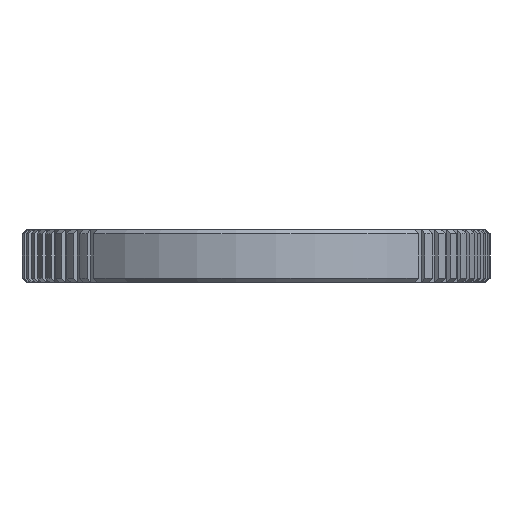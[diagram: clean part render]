
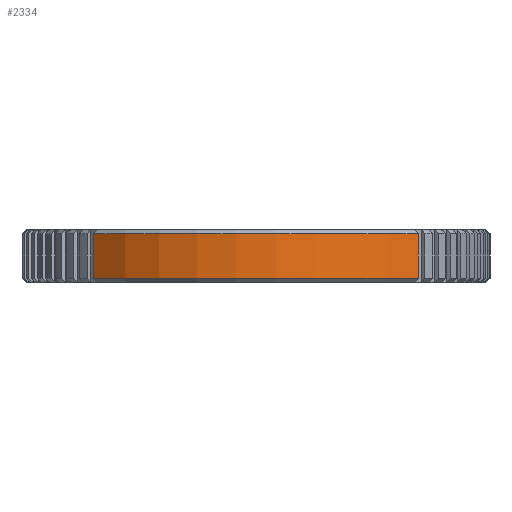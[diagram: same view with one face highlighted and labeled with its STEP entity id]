
A CAD part, front view. The second image highlights one B-rep face of the part: STEP entity #2334.
In plain terms, the highlighted cylindrical face has radius 26.5 mm (diameter 53 mm), a partial arc.
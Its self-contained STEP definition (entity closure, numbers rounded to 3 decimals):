
#2293=CARTESIAN_POINT('',(50.,100.,17.3));
#2294=DIRECTION('',(0.,0.,-1.));
#2295=DIRECTION('',(-0.383,0.924,0.));
#2296=AXIS2_PLACEMENT_3D('',#2293,#2294,#2295);
#2297=CYLINDRICAL_SURFACE('',#2296,26.5);
#2298=CARTESIAN_POINT('',(68.381,80.911,17.3));
#2299=VERTEX_POINT('',#2298);
#2300=CARTESIAN_POINT('',(68.381,80.911,22.3));
#2301=VERTEX_POINT('',#2300);
#2302=CARTESIAN_POINT('',(68.381,80.911,17.3));
#2303=DIRECTION('',(0.,0.,1.));
#2304=VECTOR('',#2303,5.);
#2305=LINE('',#2302,#2304);
#2306=EDGE_CURVE('',#2299,#2301,#2305,.T.);
#2307=ORIENTED_EDGE('',*,*,#2306,.T.);
#2308=CARTESIAN_POINT('',(31.619,80.911,22.3));
#2309=VERTEX_POINT('',#2308);
#2310=CARTESIAN_POINT('',(50.,100.,22.3));
#2311=DIRECTION('',(-0.,-0.,-1.));
#2312=DIRECTION('',(1.,0.,-0.));
#2313=AXIS2_PLACEMENT_3D('',#2310,#2311,#2312);
#2314=CIRCLE('',#2313,26.5);
#2315=EDGE_CURVE('',#2301,#2309,#2314,.T.);
#2316=ORIENTED_EDGE('',*,*,#2315,.T.);
#2317=CARTESIAN_POINT('',(31.619,80.911,17.3));
#2318=VERTEX_POINT('',#2317);
#2319=CARTESIAN_POINT('',(31.619,80.911,17.3));
#2320=DIRECTION('',(0.,0.,1.));
#2321=VECTOR('',#2320,5.);
#2322=LINE('',#2319,#2321);
#2323=EDGE_CURVE('',#2318,#2309,#2322,.T.);
#2324=ORIENTED_EDGE('',*,*,#2323,.F.);
#2325=CARTESIAN_POINT('',(50.,100.,17.3));
#2326=DIRECTION('',(-0.,-0.,1.));
#2327=DIRECTION('',(-1.,0.,0.));
#2328=AXIS2_PLACEMENT_3D('',#2325,#2326,#2327);
#2329=CIRCLE('',#2328,26.5);
#2330=EDGE_CURVE('',#2318,#2299,#2329,.T.);
#2331=ORIENTED_EDGE('',*,*,#2330,.T.);
#2332=EDGE_LOOP('',(#2307,#2316,#2324,#2331));
#2333=FACE_BOUND('',#2332,.T.);
#2334=ADVANCED_FACE('',(#2333),#2297,.T.);
